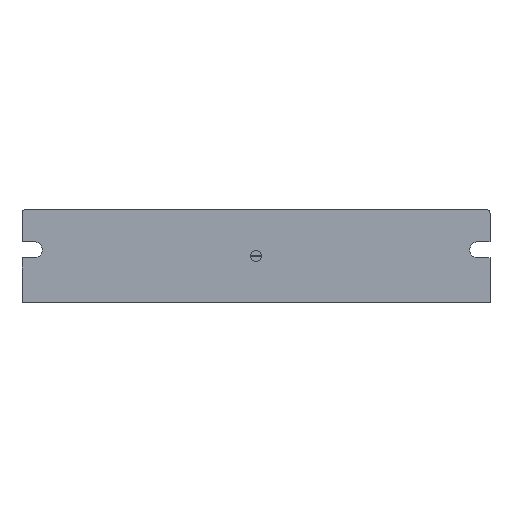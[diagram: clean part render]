
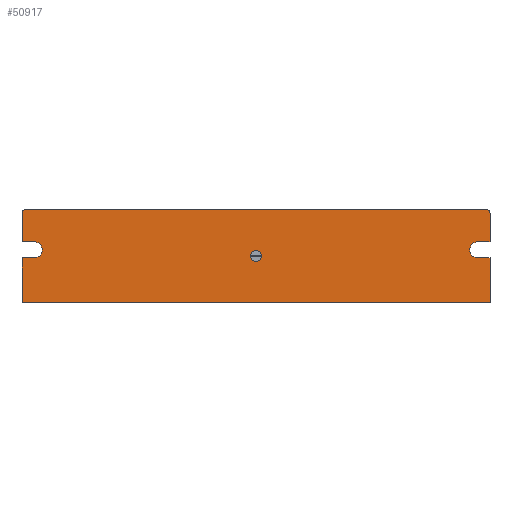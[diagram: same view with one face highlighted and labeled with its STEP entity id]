
A CAD part, front view. The second image highlights one B-rep face of the part: STEP entity #50917.
In plain terms, the highlighted planar face has unit normal (0, -1, 0).
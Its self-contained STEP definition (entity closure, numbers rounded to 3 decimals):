
#106=FACE_BOUND('',#5394,.T.);
#399=PLANE('',#53733);
#2700=FACE_OUTER_BOUND('',#5393,.T.);
#5393=EDGE_LOOP('',(#34321,#34322,#34323,#34324,#34325,#34326,#34327,#34328,
#34329,#34330,#34331,#34332,#34333,#34334));
#5394=EDGE_LOOP('',(#34335,#34336));
#8348=LINE('',#71619,#14496);
#8396=LINE('',#71719,#14544);
#8426=LINE('',#71780,#14574);
#8429=LINE('',#71788,#14577);
#8432=LINE('',#71793,#14580);
#8435=LINE('',#71799,#14583);
#8437=LINE('',#71804,#14585);
#8439=LINE('',#71807,#14587);
#8440=LINE('',#71809,#14588);
#8444=LINE('',#71821,#14592);
#14496=VECTOR('',#57716,1000.);
#14544=VECTOR('',#57814,1000.);
#14574=VECTOR('',#57876,1000.);
#14577=VECTOR('',#57885,1000.);
#14580=VECTOR('',#57890,1000.);
#14583=VECTOR('',#57895,1000.);
#14585=VECTOR('',#57899,1000.);
#14587=VECTOR('',#57903,1000.);
#14588=VECTOR('',#57906,1000.);
#14592=VECTOR('',#57926,1000.);
#20536=CIRCLE('',#53567,1.621);
#20537=CIRCLE('',#53568,1.621);
#20555=CIRCLE('',#53592,2.3);
#20623=CIRCLE('',#53721,2.3);
#20624=CIRCLE('',#53734,1.);
#20625=CIRCLE('',#53735,1.);
#21620=VERTEX_POINT('',#71160);
#21621=VERTEX_POINT('',#71161);
#21643=VERTEX_POINT('',#71216);
#21644=VERTEX_POINT('',#71217);
#21798=VERTEX_POINT('',#71613);
#21800=VERTEX_POINT('',#71617);
#21826=VERTEX_POINT('',#71716);
#21827=VERTEX_POINT('',#71718);
#21842=VERTEX_POINT('',#71779);
#21843=VERTEX_POINT('',#71783);
#21844=VERTEX_POINT('',#71787);
#21845=VERTEX_POINT('',#71791);
#21846=VERTEX_POINT('',#71795);
#21847=VERTEX_POINT('',#71797);
#21848=VERTEX_POINT('',#71801);
#21849=VERTEX_POINT('',#71803);
#26482=EDGE_CURVE('',#21620,#21621,#20536,.T.);
#26483=EDGE_CURVE('',#21621,#21620,#20537,.T.);
#26509=EDGE_CURVE('',#21643,#21644,#20555,.T.);
#26691=EDGE_CURVE('',#21798,#21800,#8348,.T.);
#26741=EDGE_CURVE('',#21827,#21826,#8396,.T.);
#26771=EDGE_CURVE('',#21842,#21798,#8426,.T.);
#26773=EDGE_CURVE('',#21843,#21842,#20623,.T.);
#26775=EDGE_CURVE('',#21844,#21843,#8429,.T.);
#26778=EDGE_CURVE('',#21845,#21844,#8432,.T.);
#26781=EDGE_CURVE('',#21846,#21847,#8435,.T.);
#26783=EDGE_CURVE('',#21849,#21848,#8437,.T.);
#26785=EDGE_CURVE('',#21644,#21849,#8439,.T.);
#26786=EDGE_CURVE('',#21826,#21643,#8440,.T.);
#26790=EDGE_CURVE('',#21846,#21848,#20624,.T.);
#26791=EDGE_CURVE('',#21845,#21847,#20625,.T.);
#26792=EDGE_CURVE('',#21827,#21800,#8444,.T.);
#34321=ORIENTED_EDGE('',*,*,#26790,.F.);
#34322=ORIENTED_EDGE('',*,*,#26781,.T.);
#34323=ORIENTED_EDGE('',*,*,#26791,.F.);
#34324=ORIENTED_EDGE('',*,*,#26778,.T.);
#34325=ORIENTED_EDGE('',*,*,#26775,.T.);
#34326=ORIENTED_EDGE('',*,*,#26773,.T.);
#34327=ORIENTED_EDGE('',*,*,#26771,.T.);
#34328=ORIENTED_EDGE('',*,*,#26691,.T.);
#34329=ORIENTED_EDGE('',*,*,#26792,.F.);
#34330=ORIENTED_EDGE('',*,*,#26741,.T.);
#34331=ORIENTED_EDGE('',*,*,#26786,.T.);
#34332=ORIENTED_EDGE('',*,*,#26509,.T.);
#34333=ORIENTED_EDGE('',*,*,#26785,.T.);
#34334=ORIENTED_EDGE('',*,*,#26783,.T.);
#34335=ORIENTED_EDGE('',*,*,#26482,.T.);
#34336=ORIENTED_EDGE('',*,*,#26483,.T.);
#50917=ADVANCED_FACE('',(#2700,#106),#399,.F.);
#53567=AXIS2_PLACEMENT_3D('',#71162,#57384,#57385);
#53568=AXIS2_PLACEMENT_3D('',#71163,#57386,#57387);
#53592=AXIS2_PLACEMENT_3D('',#71218,#57442,#57443);
#53721=AXIS2_PLACEMENT_3D('',#71784,#57880,#57881);
#53733=AXIS2_PLACEMENT_3D('',#71818,#57920,#57921);
#53734=AXIS2_PLACEMENT_3D('',#71819,#57922,#57923);
#53735=AXIS2_PLACEMENT_3D('',#71820,#57924,#57925);
#57384=DIRECTION('center_axis',(0.,1.,0.));
#57385=DIRECTION('ref_axis',(1.,0.,0.));
#57386=DIRECTION('center_axis',(0.,1.,0.));
#57387=DIRECTION('ref_axis',(1.,0.,0.));
#57442=DIRECTION('center_axis',(0.,1.,0.));
#57443=DIRECTION('ref_axis',(-1.,0.,0.));
#57716=DIRECTION('',(0.,0.,-1.));
#57814=DIRECTION('',(0.,0.,1.));
#57876=DIRECTION('',(-1.,0.,0.));
#57880=DIRECTION('center_axis',(0.,1.,0.));
#57881=DIRECTION('ref_axis',(-1.,0.,0.));
#57885=DIRECTION('',(1.,0.,0.));
#57890=DIRECTION('',(0.,0.,-1.));
#57895=DIRECTION('',(-1.,0.,0.));
#57899=DIRECTION('',(0.,0.,1.));
#57903=DIRECTION('',(1.,0.,0.));
#57906=DIRECTION('',(-1.,0.,0.));
#57920=DIRECTION('center_axis',(0.,1.,0.));
#57921=DIRECTION('ref_axis',(0.,0.,1.));
#57922=DIRECTION('center_axis',(0.,1.,0.));
#57923=DIRECTION('ref_axis',(0.,0.,1.));
#57924=DIRECTION('center_axis',(0.,1.,0.));
#57925=DIRECTION('ref_axis',(0.,0.,-1.));
#57926=DIRECTION('',(-1.,0.,0.));
#71160=CARTESIAN_POINT('',(71.061,44.389,76.834));
#71161=CARTESIAN_POINT('',(67.819,44.389,76.834));
#71162=CARTESIAN_POINT('Origin',(69.44,44.389,76.834));
#71163=CARTESIAN_POINT('Origin',(69.44,44.389,76.834));
#71216=CARTESIAN_POINT('',(132.94,44.389,76.284));
#71217=CARTESIAN_POINT('',(132.94,44.389,80.884));
#71218=CARTESIAN_POINT('Origin',(132.94,44.389,78.584));
#71613=CARTESIAN_POINT('',(2.44,44.389,76.284));
#71617=CARTESIAN_POINT('',(2.44,44.389,63.584));
#71619=CARTESIAN_POINT('',(2.44,44.389,90.084));
#71716=CARTESIAN_POINT('',(136.44,44.389,76.284));
#71718=CARTESIAN_POINT('',(136.44,44.389,63.584));
#71719=CARTESIAN_POINT('',(136.44,44.389,90.084));
#71779=CARTESIAN_POINT('',(5.94,44.389,76.284));
#71780=CARTESIAN_POINT('',(5.94,44.389,76.284));
#71783=CARTESIAN_POINT('',(5.94,44.389,80.884));
#71784=CARTESIAN_POINT('Origin',(5.94,44.389,78.584));
#71787=CARTESIAN_POINT('',(2.44,44.389,80.884));
#71788=CARTESIAN_POINT('',(2.44,44.389,80.884));
#71791=CARTESIAN_POINT('',(2.44,44.389,89.084));
#71793=CARTESIAN_POINT('',(2.44,44.389,90.084));
#71795=CARTESIAN_POINT('',(135.44,44.389,90.084));
#71797=CARTESIAN_POINT('',(3.44,44.389,90.084));
#71799=CARTESIAN_POINT('',(2.44,44.389,90.084));
#71801=CARTESIAN_POINT('',(136.44,44.389,89.084));
#71803=CARTESIAN_POINT('',(136.44,44.389,80.884));
#71804=CARTESIAN_POINT('',(136.44,44.389,90.084));
#71807=CARTESIAN_POINT('',(132.94,44.389,80.884));
#71809=CARTESIAN_POINT('',(132.94,44.389,76.284));
#71818=CARTESIAN_POINT('Origin',(2.44,44.389,90.084));
#71819=CARTESIAN_POINT('Origin',(135.44,44.389,89.084));
#71820=CARTESIAN_POINT('Origin',(3.44,44.389,89.084));
#71821=CARTESIAN_POINT('',(2.44,44.389,63.584));
